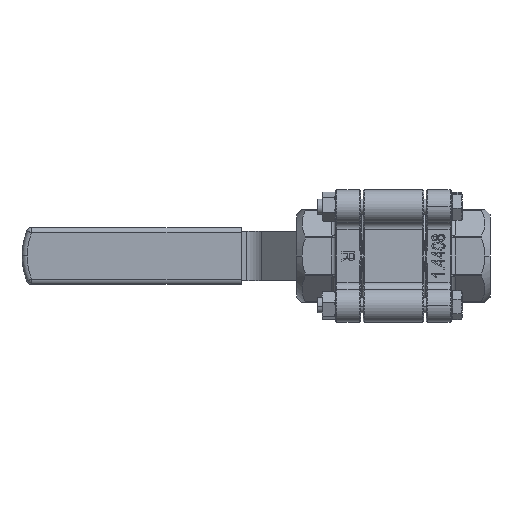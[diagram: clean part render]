
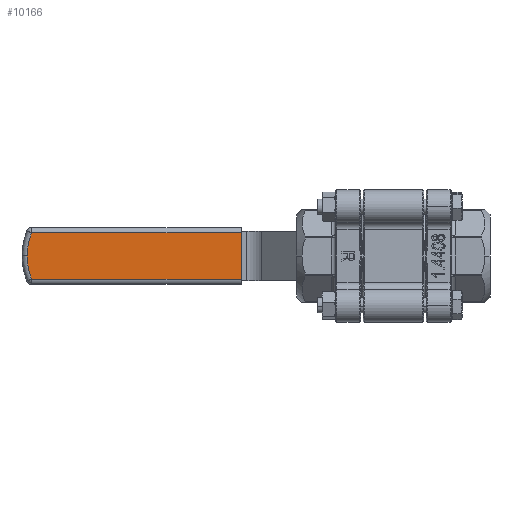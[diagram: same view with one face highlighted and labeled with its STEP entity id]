
A CAD part, front view. The second image highlights one B-rep face of the part: STEP entity #10166.
In plain terms, the highlighted planar face has unit normal (0, -1, 0).
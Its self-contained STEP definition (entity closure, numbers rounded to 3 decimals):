
#1585 = DIRECTION ( 'NONE',  ( -1., 0., 0. ) ) ;
#3408 = ORIENTED_EDGE ( 'NONE', *, *, #51757, .T. ) ;
#6110 = ORIENTED_EDGE ( 'NONE', *, *, #45274, .T. ) ;
#6224 = CARTESIAN_POINT ( 'NONE',  ( -140.287, 74.715, 9. ) ) ;
#6516 = DIRECTION ( 'NONE',  ( -1., 0., 0. ) ) ;
#6728 = DIRECTION ( 'NONE',  ( 0., 0., 1. ) ) ;
#10166 = ADVANCED_FACE ( 'NONE', ( #59723 ), #30935, .F. ) ;
#10692 = ORIENTED_EDGE ( 'NONE', *, *, #40745, .T. ) ;
#22140 = CARTESIAN_POINT ( 'NONE',  ( -59., 74.715, -9. ) ) ;
#24648 = CARTESIAN_POINT ( 'NONE',  ( -117.5, 74.715, 0. ) ) ;
#26151 = LINE ( 'NONE', #35881, #61010 ) ;
#30935 = PLANE ( 'NONE',  #74848 ) ;
#31220 = DIRECTION ( 'NONE',  ( -1., 0., 0. ) ) ;
#35881 = CARTESIAN_POINT ( 'NONE',  ( -141.609, 74.715, 9. ) ) ;
#37406 = DIRECTION ( 'NONE',  ( 1., 0., 0. ) ) ;
#39940 = CARTESIAN_POINT ( 'NONE',  ( -59., 74.715, 9. ) ) ;
#40745 = EDGE_CURVE ( 'NONE', #71895, #45232, #26151, .T. ) ;
#40821 = DIRECTION ( 'NONE',  ( 0., -1., 0. ) ) ;
#41377 = CARTESIAN_POINT ( 'NONE',  ( -140.287, 74.715, -9. ) ) ;
#45232 = VERTEX_POINT ( 'NONE', #6224 ) ;
#45274 = EDGE_CURVE ( 'NONE', #53046, #60979, #70291, .T. ) ;
#45696 = DIRECTION ( 'NONE',  ( 0., -1., 0. ) ) ;
#47440 = AXIS2_PLACEMENT_3D ( 'NONE', #80232, #40821, #1585 ) ;
#48723 = EDGE_CURVE ( 'NONE', #60979, #73361, #67779, .T. ) ;
#50313 = VECTOR ( 'NONE', #37406, 1000. ) ;
#51757 = EDGE_CURVE ( 'NONE', #73361, #71895, #62234, .T. ) ;
#52519 = CARTESIAN_POINT ( 'NONE',  ( -59., 74.715, -11. ) ) ;
#53046 = VERTEX_POINT ( 'NONE', #77740 ) ;
#56902 = CARTESIAN_POINT ( 'NONE',  ( -59., 74.715, -9. ) ) ;
#57228 = AXIS2_PLACEMENT_3D ( 'NONE', #85118, #45696, #6516 ) ;
#57966 = EDGE_CURVE ( 'NONE', #45232, #53046, #72452, .T. ) ;
#59723 = FACE_OUTER_BOUND ( 'NONE', #82611, .T. ) ;
#60979 = VERTEX_POINT ( 'NONE', #41377 ) ;
#61010 = VECTOR ( 'NONE', #68030, 1000. ) ;
#62234 = LINE ( 'NONE', #52519, #79791 ) ;
#67779 = LINE ( 'NONE', #56902, #50313 ) ;
#68030 = DIRECTION ( 'NONE',  ( -1., 0., 0. ) ) ;
#70291 = CIRCLE ( 'NONE', #57228, 24.5 ) ;
#70563 = DIRECTION ( 'NONE',  ( 0., 1., 0. ) ) ;
#71895 = VERTEX_POINT ( 'NONE', #39940 ) ;
#72452 = CIRCLE ( 'NONE', #47440, 24.5 ) ;
#73361 = VERTEX_POINT ( 'NONE', #22140 ) ;
#74848 = AXIS2_PLACEMENT_3D ( 'NONE', #24648, #70563, #31220 ) ;
#76790 = ORIENTED_EDGE ( 'NONE', *, *, #48723, .T. ) ;
#77740 = CARTESIAN_POINT ( 'NONE',  ( -142., 74.715, 0. ) ) ;
#79791 = VECTOR ( 'NONE', #6728, 1000. ) ;
#80232 = CARTESIAN_POINT ( 'NONE',  ( -117.5, 74.715, 0. ) ) ;
#82611 = EDGE_LOOP ( 'NONE', ( #3408, #10692, #82616, #6110, #76790 ) ) ;
#82616 = ORIENTED_EDGE ( 'NONE', *, *, #57966, .T. ) ;
#85118 = CARTESIAN_POINT ( 'NONE',  ( -117.5, 74.715, 0. ) ) ;
